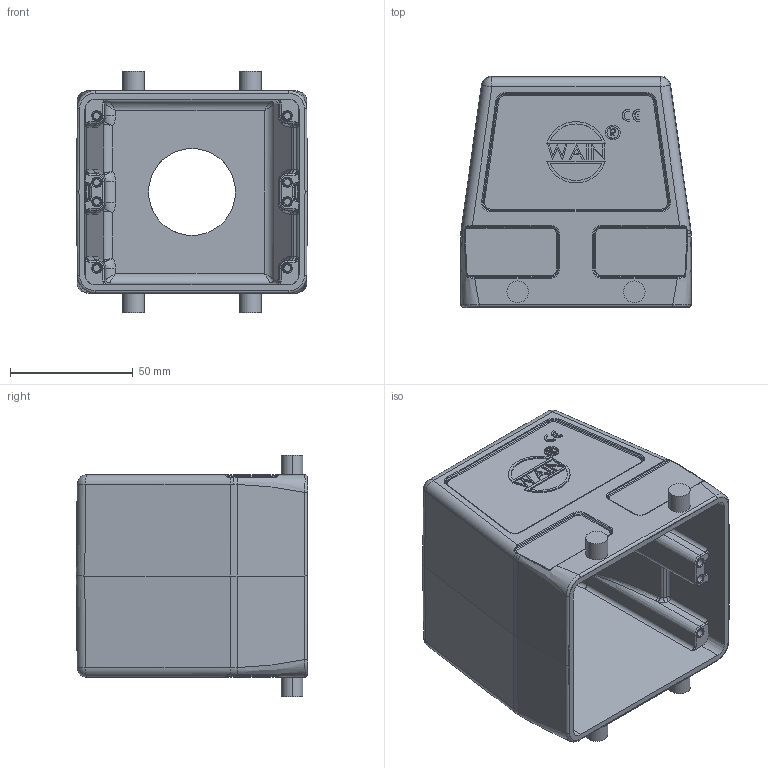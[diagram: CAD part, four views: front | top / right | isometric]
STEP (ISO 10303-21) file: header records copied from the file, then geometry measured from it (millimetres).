
FILE_DESCRIPTION(/* description */ (''),/* implementation_level */ '2;1');
FILE_NAME(/* name */ '3D_1110324301012_H32B-TE-4B-PG29_V1.1.stp',/* time_stamp */ '2024-02-04T09:02:17+08:00',/* author */ (''),/* organization */ (''),/* preprocessor_version */ 'ST-DEVELOPER v18.1',/* originating_system */ 'SIEMENS PLM Software NX 1980',/* authorisation */ '');
FILE_SCHEMA (('AUTOMOTIVE_DESIGN { 1 0 10303 214 3 1 1 1 }'));
Length unit declared in the file: millimetre
Products named in the file (1): 3D_1110324301004_H32B-TE-4B-M32_V1.0_stp
Bounding box: 94 x 94.15 x 98.5 mm (x, y, z)
Volume: 160923.9 mm3; surface area: 71813.8 mm2
Topology: 1 solids, 1 shells, 660 faces, 1561 edges, 935 vertices
Faces by surface type: plane 249, cylinder 209, torus 116, cone 36, bspline 34, sphere 10, extrusion 6
Full cylindrical faces by diameter (mm): 35.4 x1
Entity records: 21669 total; most frequent: CARTESIAN_POINT 7026, ORIENTED_EDGE 3082, DIRECTION 2923, EDGE_CURVE 1541, AXIS2_PLACEMENT_3D 1073, VERTEX_POINT 934, VECTOR 777, LINE 771
